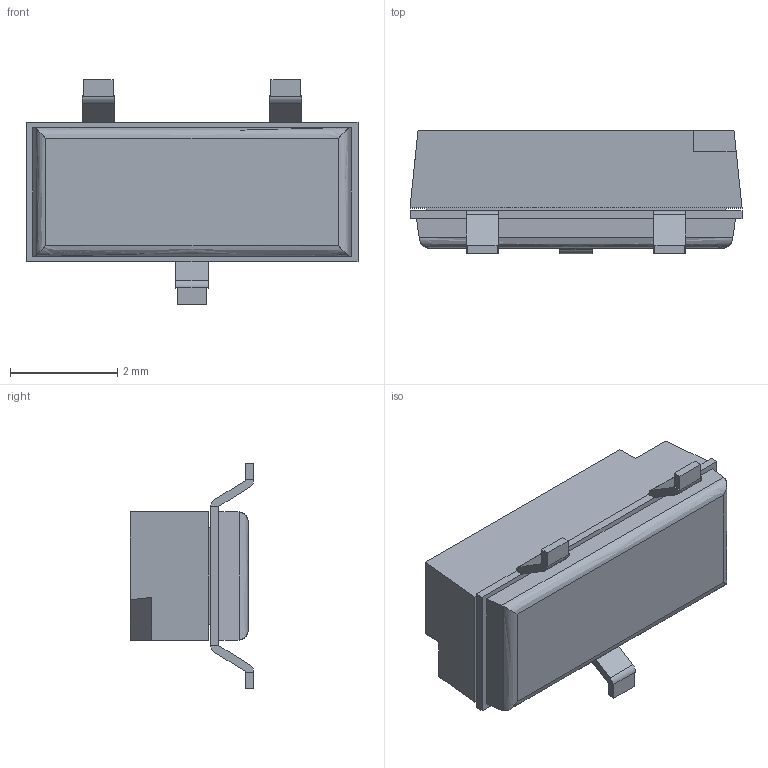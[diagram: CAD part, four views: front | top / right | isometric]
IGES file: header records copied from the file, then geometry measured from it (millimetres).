
Start section: SolidWorks IGES file using analytic representation for surfaces
Global section: file name: KJS12A.IGS,15HSolidWorks 2014,15HSolidWorks 2014,32,308,15,308,15,1; native system: 0Hkjs12_mock; preprocessor: 1.; date: 191105.191440
Bounding box: 6.2 x 2.3 x 4.2 mm (x, y, z)
Surface area: 87.6 mm2 (no closed solid volume)
Topology: 0 solids, 0 shells, 94 faces, 552 edges, 552 vertices
Faces by surface type: bspline 78, revolution 16
